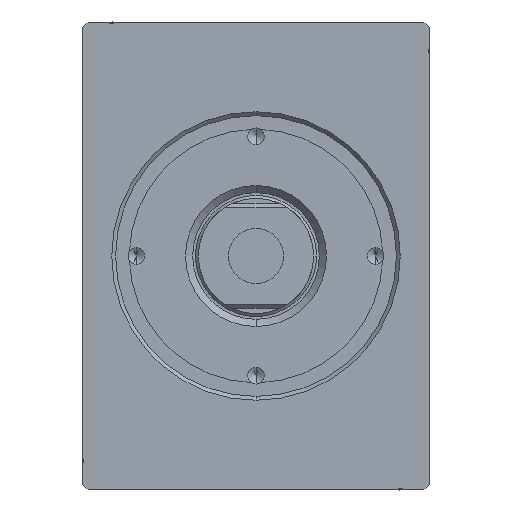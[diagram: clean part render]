
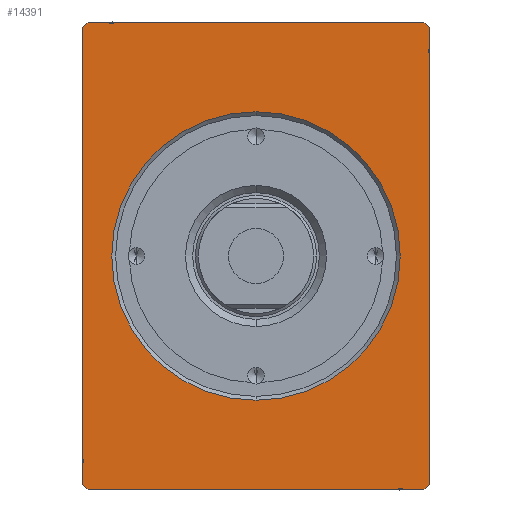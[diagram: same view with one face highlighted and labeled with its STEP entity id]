
A CAD part, left-side view. The second image highlights one B-rep face of the part: STEP entity #14391.
In plain terms, the highlighted planar face has unit normal (-1, 0, 0).
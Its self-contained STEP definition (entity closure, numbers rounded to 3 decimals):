
#36 = CARTESIAN_POINT ( 'NONE',  ( 0., 0., 26.2 ) ) ;
#49 = AXIS2_PLACEMENT_3D ( 'NONE', #20853, #29928, #11970 ) ;
#1972 = ORIENTED_EDGE ( 'NONE', *, *, #22044, .F. ) ;
#2347 = ORIENTED_EDGE ( 'NONE', *, *, #15811, .F. ) ;
#2668 = FACE_BOUND ( 'NONE', #29187, .T. ) ;
#2703 = DIRECTION ( 'NONE',  ( 0., -0.707, -0.707 ) ) ;
#3007 = ORIENTED_EDGE ( 'NONE', *, *, #13869, .F. ) ;
#3314 = AXIS2_PLACEMENT_3D ( 'NONE', #13087, #31634, #27821 ) ;
#3925 = VECTOR ( 'NONE', #36386, 1000. ) ;
#3999 = VECTOR ( 'NONE', #12065, 1000. ) ;
#5348 = ORIENTED_EDGE ( 'NONE', *, *, #9203, .F. ) ;
#6149 = CARTESIAN_POINT ( 'NONE',  ( 0., -30.5, -42.5 ) ) ;
#6357 = CARTESIAN_POINT ( 'NONE',  ( 0., 0., -26.2 ) ) ;
#6923 = AXIS2_PLACEMENT_3D ( 'NONE', #13196, #9360, #37620 ) ;
#7337 = VERTEX_POINT ( 'NONE', #36035 ) ;
#8329 = CARTESIAN_POINT ( 'NONE',  ( 0., -31.5, 41.5 ) ) ;
#8755 = LINE ( 'NONE', #21891, #13775 ) ;
#9108 = CARTESIAN_POINT ( 'NONE',  ( 0., 31.5, -41.5 ) ) ;
#9203 = EDGE_CURVE ( 'NONE', #11844, #37351, #12602, .T. ) ;
#9360 = DIRECTION ( 'NONE',  ( 1., 0., 0. ) ) ;
#10293 = VERTEX_POINT ( 'NONE', #36 ) ;
#11774 = LINE ( 'NONE', #33555, #3925 ) ;
#11844 = VERTEX_POINT ( 'NONE', #32435 ) ;
#11970 = DIRECTION ( 'NONE',  ( 0., 0., -1. ) ) ;
#12065 = DIRECTION ( 'NONE',  ( 0., -1., 0. ) ) ;
#12602 = LINE ( 'NONE', #37416, #18162 ) ;
#12662 = EDGE_CURVE ( 'NONE', #10293, #30102, #16235, .T. ) ;
#13087 = CARTESIAN_POINT ( 'NONE',  ( 0., 0., 0. ) ) ;
#13196 = CARTESIAN_POINT ( 'NONE',  ( 0., 0., 0. ) ) ;
#13350 = VECTOR ( 'NONE', #17836, 1000. ) ;
#13775 = VECTOR ( 'NONE', #24310, 1000. ) ;
#13869 = EDGE_CURVE ( 'NONE', #31392, #11844, #30422, .T. ) ;
#13908 = CARTESIAN_POINT ( 'NONE',  ( 0., 31.5, -41.5 ) ) ;
#14391 = ADVANCED_FACE ( 'NONE', ( #2668, #18228 ), #36575, .F. ) ;
#14598 = CARTESIAN_POINT ( 'NONE',  ( 0., -31.5, 41.5 ) ) ;
#15650 = ORIENTED_EDGE ( 'NONE', *, *, #25566, .F. ) ;
#15811 = EDGE_CURVE ( 'NONE', #7337, #31392, #35808, .T. ) ;
#16235 = CIRCLE ( 'NONE', #3314, 26.2 ) ;
#16660 = VECTOR ( 'NONE', #23498, 1000. ) ;
#17836 = DIRECTION ( 'NONE',  ( 0., -0.707, 0.707 ) ) ;
#17986 = CARTESIAN_POINT ( 'NONE',  ( 0., -31.5, -41.5 ) ) ;
#18162 = VECTOR ( 'NONE', #2703, 1000. ) ;
#18228 = FACE_OUTER_BOUND ( 'NONE', #39881, .T. ) ;
#19339 = VERTEX_POINT ( 'NONE', #37058 ) ;
#19571 = CARTESIAN_POINT ( 'NONE',  ( 0., -30.5, -42.5 ) ) ;
#20477 = CARTESIAN_POINT ( 'NONE',  ( 0., 31.5, 41.5 ) ) ;
#20518 = EDGE_CURVE ( 'NONE', #25965, #29372, #8755, .T. ) ;
#20550 = VECTOR ( 'NONE', #22403, 1000. ) ;
#20853 = CARTESIAN_POINT ( 'NONE',  ( 0., 0., 0. ) ) ;
#21891 = CARTESIAN_POINT ( 'NONE',  ( 0., -31.5, -41.5 ) ) ;
#22044 = EDGE_CURVE ( 'NONE', #36254, #7337, #34334, .T. ) ;
#22403 = DIRECTION ( 'NONE',  ( 0., 1., 0. ) ) ;
#22651 = EDGE_CURVE ( 'NONE', #30102, #10293, #31434, .T. ) ;
#22789 = ORIENTED_EDGE ( 'NONE', *, *, #12662, .T. ) ;
#23498 = DIRECTION ( 'NONE',  ( 0., 0., -1. ) ) ;
#24310 = DIRECTION ( 'NONE',  ( 0., 0.707, -0.707 ) ) ;
#25018 = EDGE_CURVE ( 'NONE', #29372, #19339, #26034, .T. ) ;
#25170 = ORIENTED_EDGE ( 'NONE', *, *, #20518, .F. ) ;
#25566 = EDGE_CURVE ( 'NONE', #37351, #25965, #39225, .T. ) ;
#25808 = ORIENTED_EDGE ( 'NONE', *, *, #22651, .T. ) ;
#25965 = VERTEX_POINT ( 'NONE', #17986 ) ;
#26034 = LINE ( 'NONE', #19571, #20550 ) ;
#27406 = CARTESIAN_POINT ( 'NONE',  ( 0., 30.5, 42.5 ) ) ;
#27821 = DIRECTION ( 'NONE',  ( 0., 0., -1. ) ) ;
#27886 = CARTESIAN_POINT ( 'NONE',  ( 0., 30.5, 42.5 ) ) ;
#29187 = EDGE_LOOP ( 'NONE', ( #22789, #25808 ) ) ;
#29372 = VERTEX_POINT ( 'NONE', #6149 ) ;
#29928 = DIRECTION ( 'NONE',  ( 1., 0., 0. ) ) ;
#30102 = VERTEX_POINT ( 'NONE', #6357 ) ;
#30422 = LINE ( 'NONE', #27406, #3999 ) ;
#30908 = DIRECTION ( 'NONE',  ( 0., 0., 1. ) ) ;
#31392 = VERTEX_POINT ( 'NONE', #27886 ) ;
#31434 = CIRCLE ( 'NONE', #6923, 26.2 ) ;
#31634 = DIRECTION ( 'NONE',  ( 1., 0., 0. ) ) ;
#32435 = CARTESIAN_POINT ( 'NONE',  ( 0., -30.5, 42.5 ) ) ;
#32880 = ORIENTED_EDGE ( 'NONE', *, *, #37244, .F. ) ;
#33555 = CARTESIAN_POINT ( 'NONE',  ( 0., 30.5, -42.5 ) ) ;
#34334 = LINE ( 'NONE', #9108, #37231 ) ;
#34784 = ORIENTED_EDGE ( 'NONE', *, *, #25018, .F. ) ;
#35808 = LINE ( 'NONE', #20477, #13350 ) ;
#36035 = CARTESIAN_POINT ( 'NONE',  ( 0., 31.5, 41.5 ) ) ;
#36254 = VERTEX_POINT ( 'NONE', #13908 ) ;
#36386 = DIRECTION ( 'NONE',  ( 0., 0.707, 0.707 ) ) ;
#36575 = PLANE ( 'NONE',  #49 ) ;
#37058 = CARTESIAN_POINT ( 'NONE',  ( 0., 30.5, -42.5 ) ) ;
#37231 = VECTOR ( 'NONE', #30908, 1000. ) ;
#37244 = EDGE_CURVE ( 'NONE', #19339, #36254, #11774, .T. ) ;
#37351 = VERTEX_POINT ( 'NONE', #8329 ) ;
#37416 = CARTESIAN_POINT ( 'NONE',  ( 0., -30.5, 42.5 ) ) ;
#37620 = DIRECTION ( 'NONE',  ( 0., 0., -1. ) ) ;
#39225 = LINE ( 'NONE', #14598, #16660 ) ;
#39881 = EDGE_LOOP ( 'NONE', ( #2347, #1972, #32880, #34784, #25170, #15650, #5348, #3007 ) ) ;
